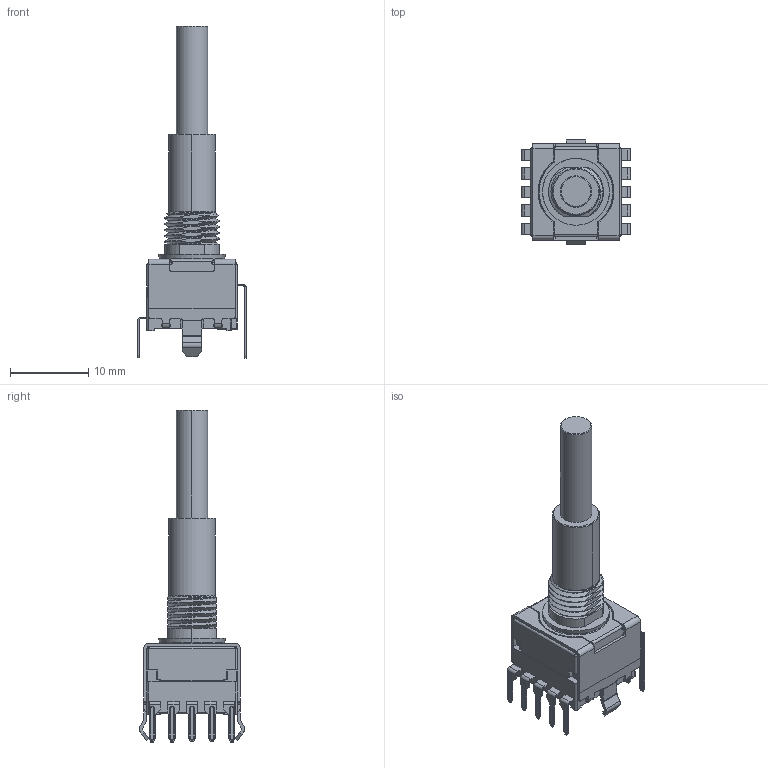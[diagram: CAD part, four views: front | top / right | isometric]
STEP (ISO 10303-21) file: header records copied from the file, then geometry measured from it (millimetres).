
FILE_DESCRIPTION(('OneSpaceDesigner STEP Export'),'2;1');
FILE_NAME('E37-VTXXX0-1.stp','2010-01-08T16:21:20',(''),(''),'OneSpace Designer STEP processor for AP214 (Solid Model)','OneSpace Designer 13.20A 18-Aug-2005 (C) CoCreate Software GmbH','');
FILE_SCHEMA(('AUTOMOTIVE_DESIGN { 1 0 10303 214 1 1 1 1 }'));
Length unit declared in the file: millimetre
Products named in the file (2): E37-VTXXX0-1
Assembly tree (1 placements, depth 2):
  E37-VTXXX0-1
    E37-VTXXX0-1
Bounding box: 13.96 x 13.5 x 42.4 mm (x, y, z)
Volume: 1898.1 mm3; surface area: 1744.7 mm2
Topology: 1 solids, 2 shells, 1255 faces, 3369 edges, 2139 vertices
Faces by surface type: plane 579, cylinder 443, torus 198, cone 17, bspline 10, sphere 8
Entity records: 39599 total; most frequent: CARTESIAN_POINT 9768, ORIENTED_EDGE 6726, DIRECTION 5763, EDGE_CURVE 3361, VERTEX_POINT 2139, AXIS2_PLACEMENT_3D 1924, VECTOR 1915, LINE 1915
